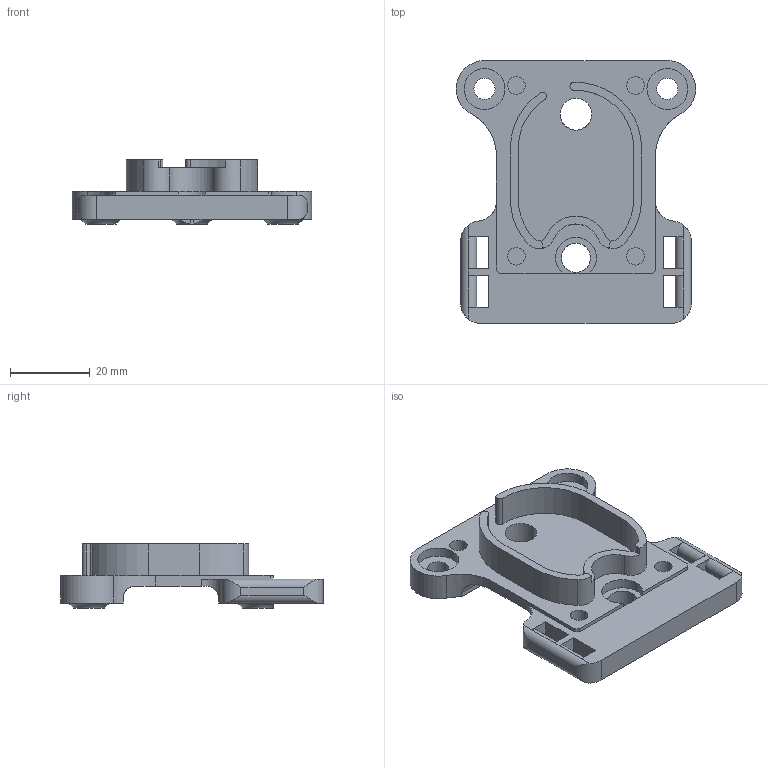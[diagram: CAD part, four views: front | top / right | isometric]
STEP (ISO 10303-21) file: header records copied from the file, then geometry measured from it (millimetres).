
FILE_DESCRIPTION (( 'STEP AP214' ), '1' );
FILE_NAME ('Back_Bracket.STEP', '2021-08-15T09:20:17', ( '' ), ( '' ), 'SwSTEP 2.0', 'SolidWorks 2020', '' );
FILE_SCHEMA (( 'AUTOMOTIVE_DESIGN' ));
Length unit declared in the file: millimetre
Products named in the file (1): Back_Bracket
Bounding box: 60.22 x 66.12 x 16.15 mm (x, y, z)
Volume: 18303.9 mm3; surface area: 11360.6 mm2
Topology: 1 solids, 1 shells, 128 faces, 353 edges, 232 vertices
Faces by surface type: cylinder 65, plane 56, torus 7
Entity records: 4367 total; most frequent: CARTESIAN_POINT 921, DIRECTION 743, ORIENTED_EDGE 706, EDGE_CURVE 353, AXIS2_PLACEMENT_3D 276, VERTEX_POINT 232, VECTOR 191, LINE 191
